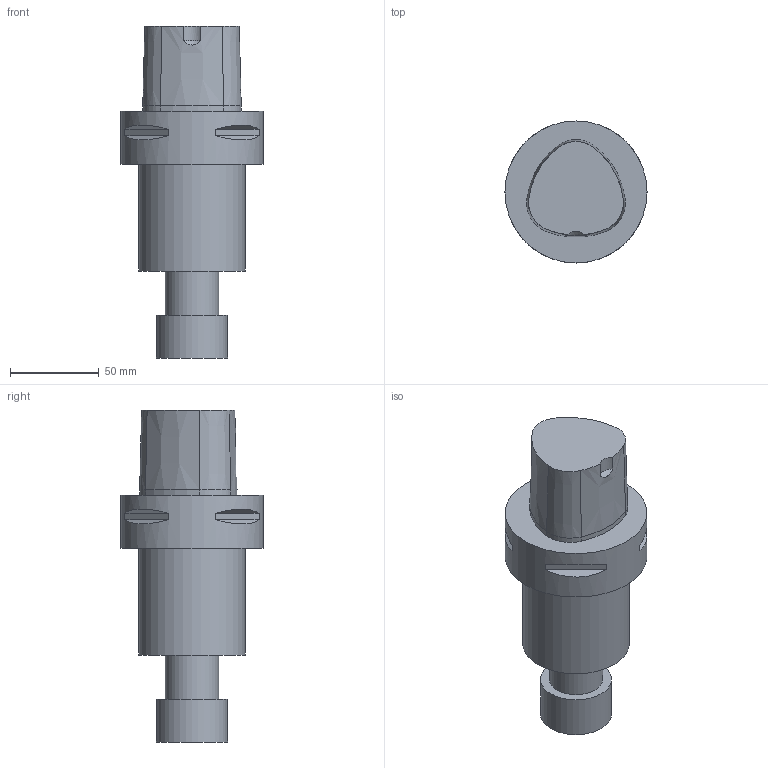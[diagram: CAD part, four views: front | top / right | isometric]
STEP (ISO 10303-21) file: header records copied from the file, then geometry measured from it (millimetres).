
FILE_DESCRIPTION(/* description */ ('3-D model version:1'),/* implementation_level */ '2;1');
FILE_NAME(/* name */ 'C8-391.10-60 030',/* time_stamp */ '2016-12-02T13:51:27',/* author */ ('InteractiveCad'),/* organization */ ('AB Sandvik Coromant'),/* preprocessor_version */ 'ST-DEVELOPER v11',/* originating_system */ 'SIEMENS UGS NX 6.0',/* authorization */ '');
FILE_SCHEMA(('AUTOMOTIVE_DESIGN'));
Length unit declared in the file: millimetre
Products named in the file (1): C8_391_10_60030_stp
Bounding box: 80 x 80 x 187 mm (x, y, z)
Volume: 474320.7 mm3; surface area: 43755.3 mm2
Topology: 1 solids, 1 shells, 36 faces, 72 edges, 46 vertices
Faces by surface type: plane 18, cylinder 11, cone 7
Full cylindrical faces by diameter (mm): 30 x1, 40 x1, 60 x1, 80 x1
Entity records: 1032 total; most frequent: DIRECTION 182, CARTESIAN_POINT 169, ORIENTED_EDGE 136, AXIS2_PLACEMENT_3D 77, EDGE_CURVE 68, EDGE_LOOP 48, VERTEX_POINT 46, ADVANCED_FACE 36
